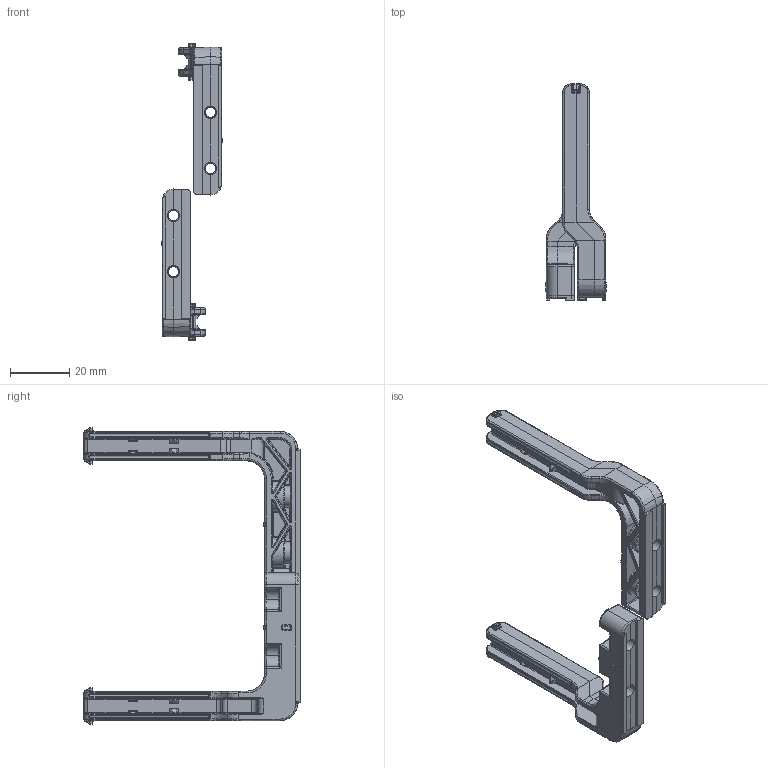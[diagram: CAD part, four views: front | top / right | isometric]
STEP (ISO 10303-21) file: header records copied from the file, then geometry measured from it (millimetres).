
FILE_DESCRIPTION((''),'2;1');
FILE_NAME('GRIPPER_ASM','2023-09-11T',('user'),(''),'CREO PARAMETRIC BY PTC INC, 2016050','CREO PARAMETRIC BY PTC INC, 2016050','');
FILE_SCHEMA(('CONFIG_CONTROL_DESIGN'));
Length unit declared in the file: millimetre
Products named in the file (3): J12; J13; GRIPPER_ASM
Assembly tree (3 placements, depth 2):
  GRIPPER_ASM
    J12
    J13  x2
Bounding box: 20.5 x 73 x 100.26 mm (x, y, z)
Volume: 13809.1 mm3; surface area: 13314.7 mm2
Topology: 2 solids, 2 shells, 1702 faces, 4092 edges, 2204 vertices
Faces by surface type: cylinder 686, bspline 514, plane 280, sphere 126, torus 58, cone 36, revolution 2
Entity records: 40267 total; most frequent: CARTESIAN_POINT 23204, ORIENTED_EDGE 3890, DIRECTION 2950, EDGE_CURVE 1945, AXIS2_PLACEMENT_3D 1115, VERTEX_POINT 1102, EDGE_LOOP 861, FACE_OUTER_BOUND 851
